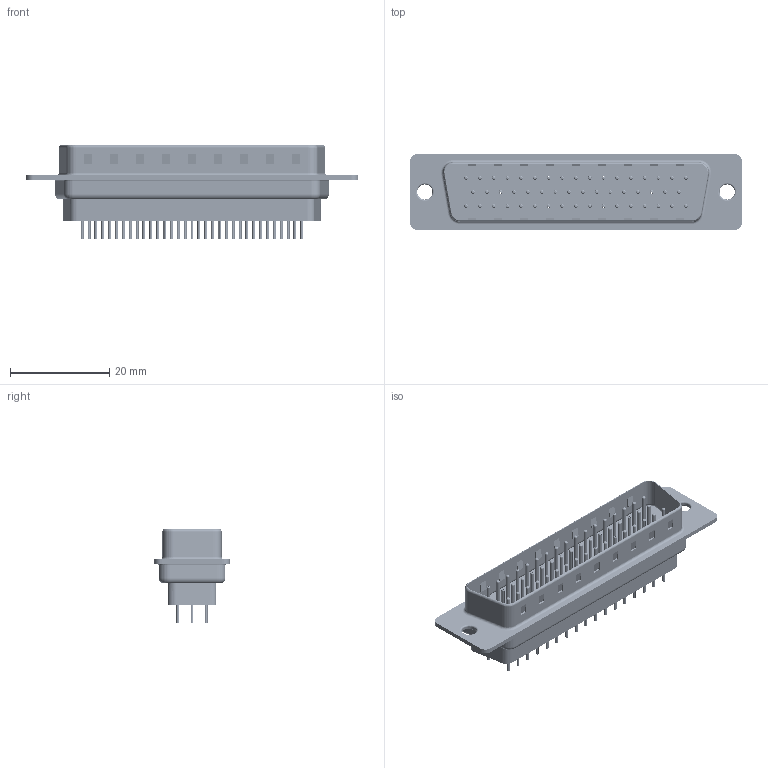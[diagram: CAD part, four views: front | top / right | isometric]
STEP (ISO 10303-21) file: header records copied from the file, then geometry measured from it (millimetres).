
FILE_DESCRIPTION (( 'STEP AP203' ), '1' );
FILE_NAME ('627-050-228-061.STEP', '2020-07-21T18:17:44', ( '' ), ( '' ), 'SwSTEP 2.0', 'SolidWorks 2020', '' );
FILE_SCHEMA (( 'CONFIG_CONTROL_DESIGN' ));
Length unit declared in the file: millimetre
Products named in the file (8): 627 Contact Row 2_28L; 627 Shell Front_50 Contacts; 627 Housing_50 FF; 627 Contact Row 3_28L; 627-050-228-061; 627 Shell Rear_50 Contacts; 627 Thru Hole Rivet; 627 Contact Row 1_28L
Assembly tree (55 placements, depth 2):
  627-050-228-061
    627 Housing_50 FF
    627 Shell Front_50 Contacts
    627 Shell Rear_50 Contacts
    627 Contact Row 1_28L  x17
    627 Contact Row 2_28L  x16
    627 Contact Row 3_28L  x17
    627 Thru Hole Rivet  x2
Bounding box: 67 x 15.3 x 18.8 mm (x, y, z)
Volume: 5476.8 mm3; surface area: 14485.9 mm2
Topology: 56 solids, 56 shells, 5397 faces, 14152 edges, 8778 vertices
Faces by surface type: cylinder 2080, plane 1409, torus 1408, cone 500
Entity records: 38183 total; most frequent: CARTESIAN_POINT 6778, DIRECTION 6643, ORIENTED_EDGE 5734, EDGE_CURVE 2867, AXIS2_PLACEMENT_3D 2682, VERTEX_POINT 1845, EDGE_LOOP 1506, CIRCLE 1477
